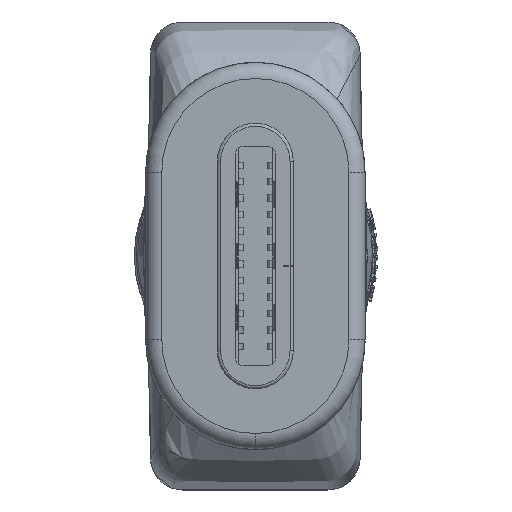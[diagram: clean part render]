
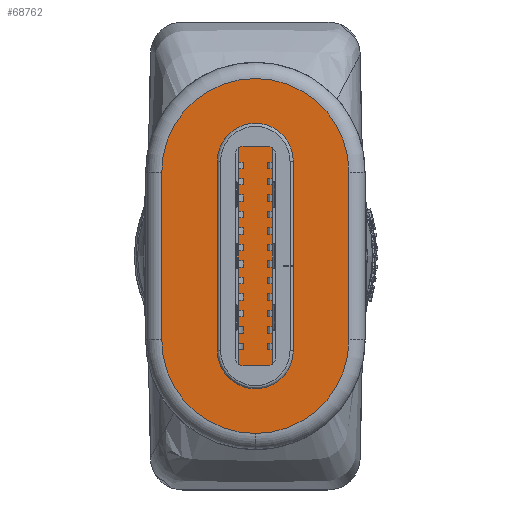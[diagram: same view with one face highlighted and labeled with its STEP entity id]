
A CAD part, left-side view. The second image highlights one B-rep face of the part: STEP entity #68762.
In plain terms, the highlighted planar face has unit normal (-1, 0, 0).
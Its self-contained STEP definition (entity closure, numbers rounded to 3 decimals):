
#1836 = PLANE ( 'NONE',  #36143 ) ;
#2080 = ORIENTED_EDGE ( 'NONE', *, *, #42957, .T. ) ;
#9106 = CARTESIAN_POINT ( 'NONE',  ( 0., 2.9, 2.6 ) ) ;
#10088 = CARTESIAN_POINT ( 'NONE',  ( 0., 0., -2.6 ) ) ;
#11125 = DIRECTION ( 'NONE',  ( 0., 0., 1. ) ) ;
#12597 = AXIS2_PLACEMENT_3D ( 'NONE', #60334, #47802, #67925 ) ;
#16475 = EDGE_CURVE ( 'NONE', #18632, #83448, #56987, .T. ) ;
#18632 = VERTEX_POINT ( 'NONE', #35723 ) ;
#18833 = CARTESIAN_POINT ( 'NONE',  ( 0., -2.9, -2.6 ) ) ;
#22018 = VERTEX_POINT ( 'NONE', #27375 ) ;
#22877 = CARTESIAN_POINT ( 'NONE',  ( 0., 0., -2.6 ) ) ;
#22952 = CARTESIAN_POINT ( 'NONE',  ( 0., 2.9, -2.6 ) ) ;
#23371 = DIRECTION ( 'NONE',  ( 0., 0., -1. ) ) ;
#25387 = VECTOR ( 'NONE', #39634, 1000. ) ;
#26182 = LINE ( 'NONE', #41412, #25387 ) ;
#26359 = LINE ( 'NONE', #86411, #44296 ) ;
#27375 = CARTESIAN_POINT ( 'NONE',  ( 0., 0., -5.5 ) ) ;
#28193 = CIRCLE ( 'NONE', #62514, 2.9 ) ;
#30091 = CARTESIAN_POINT ( 'NONE',  ( 0., 0., 2.6 ) ) ;
#35723 = CARTESIAN_POINT ( 'NONE',  ( 0., -2.9, 2.6 ) ) ;
#36143 = AXIS2_PLACEMENT_3D ( 'NONE', #30091, #57417, #23371 ) ;
#39634 = DIRECTION ( 'NONE',  ( 0., 0., -1. ) ) ;
#41412 = CARTESIAN_POINT ( 'NONE',  ( 0., 2.9, 2.6 ) ) ;
#42957 = EDGE_CURVE ( 'NONE', #83867, #22018, #28193, .T. ) ;
#44296 = VECTOR ( 'NONE', #11125, 1000. ) ;
#47802 = DIRECTION ( 'NONE',  ( -1., 0., 0. ) ) ;
#51082 = DIRECTION ( 'NONE',  ( -1., 0., 0. ) ) ;
#53154 = EDGE_CURVE ( 'NONE', #83448, #83867, #26182, .T. ) ;
#56987 = CIRCLE ( 'NONE', #12597, 2.9 ) ;
#57417 = DIRECTION ( 'NONE',  ( 1., 0., 0. ) ) ;
#57629 = EDGE_CURVE ( 'NONE', #22018, #70897, #75742, .T. ) ;
#57675 = EDGE_CURVE ( 'NONE', #70897, #18632, #26359, .T. ) ;
#60334 = CARTESIAN_POINT ( 'NONE',  ( 0., 0., 2.6 ) ) ;
#61586 = ORIENTED_EDGE ( 'NONE', *, *, #53154, .T. ) ;
#62514 = AXIS2_PLACEMENT_3D ( 'NONE', #10088, #72795, #86268 ) ;
#66321 = ORIENTED_EDGE ( 'NONE', *, *, #16475, .T. ) ;
#67925 = DIRECTION ( 'NONE',  ( 0., 0., -1. ) ) ;
#68762 = ADVANCED_FACE ( 'NONE', ( #84739 ), #1836, .F. ) ;
#70897 = VERTEX_POINT ( 'NONE', #18833 ) ;
#71546 = ORIENTED_EDGE ( 'NONE', *, *, #57629, .T. ) ;
#71609 = EDGE_LOOP ( 'NONE', ( #2080, #71546, #84980, #66321, #61586 ) ) ;
#71627 = DIRECTION ( 'NONE',  ( 0., 0., -1. ) ) ;
#72795 = DIRECTION ( 'NONE',  ( -1., 0., 0. ) ) ;
#75742 = CIRCLE ( 'NONE', #84334, 2.9 ) ;
#83448 = VERTEX_POINT ( 'NONE', #9106 ) ;
#83867 = VERTEX_POINT ( 'NONE', #22952 ) ;
#84334 = AXIS2_PLACEMENT_3D ( 'NONE', #22877, #51082, #71627 ) ;
#84739 = FACE_OUTER_BOUND ( 'NONE', #71609, .T. ) ;
#84980 = ORIENTED_EDGE ( 'NONE', *, *, #57675, .T. ) ;
#86268 = DIRECTION ( 'NONE',  ( 0., 0., -1. ) ) ;
#86411 = CARTESIAN_POINT ( 'NONE',  ( 0., -2.9, 2.6 ) ) ;
